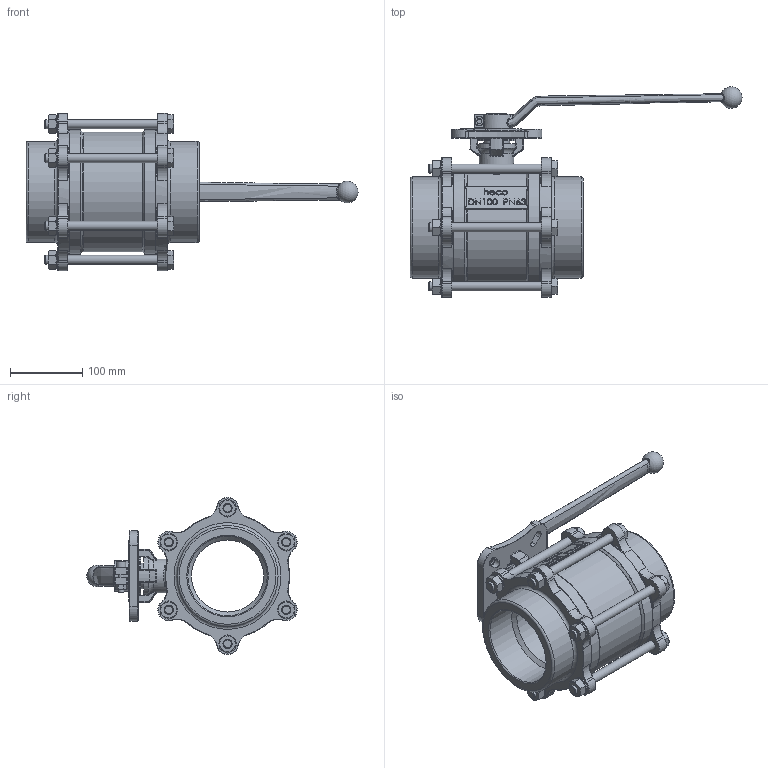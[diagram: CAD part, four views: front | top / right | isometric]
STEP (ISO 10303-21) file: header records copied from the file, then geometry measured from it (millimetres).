
FILE_DESCRIPTION (( 'STEP AP214' ), '1' );
FILE_NAME ('K3-400-PIG-4 Kugelhahn 3-teilig 2312.STEP', '2023-12-04T10:03:36', ( '' ), ( '' ), 'SwSTEP 2.0', 'SolidWorks 2019', '' );
FILE_SCHEMA (( 'AUTOMOTIVE_DESIGN' ));
Length unit declared in the file: millimetre
Products named in the file (1): K3-400-PIG-4 Kugelhahn 3-teilig 2312
Bounding box: 460 x 291.18 x 217.89 mm (x, y, z)
Volume: 3344800.2 mm3; surface area: 385804.6 mm2
Topology: 2 solids, 2 shells, 1564 faces, 3831 edges, 2306 vertices
Faces by surface type: plane 509, bspline 356, cylinder 327, torus 199, cone 142, sphere 31
Full cylindrical faces by diameter (mm): 8 x2, 11 x1, 12.7 x12, 13 x1, 14 x12, 24 x6, 36 x1, 48 x1, 54 x2, 56 x1, 100 x1, 110.07 x2, 140 x2, 171.98 x2, 172 x2
Entity records: 81305 total; most frequent: CARTESIAN_POINT 30504, ORIENTED_EDGE 7348, DIRECTION 6223, EDGE_CURVE 3674, AXIS2_PLACEMENT_3D 2360, VERTEX_POINT 2274, EDGE_LOOP 1760, FACE_OUTER_BOUND 1628
